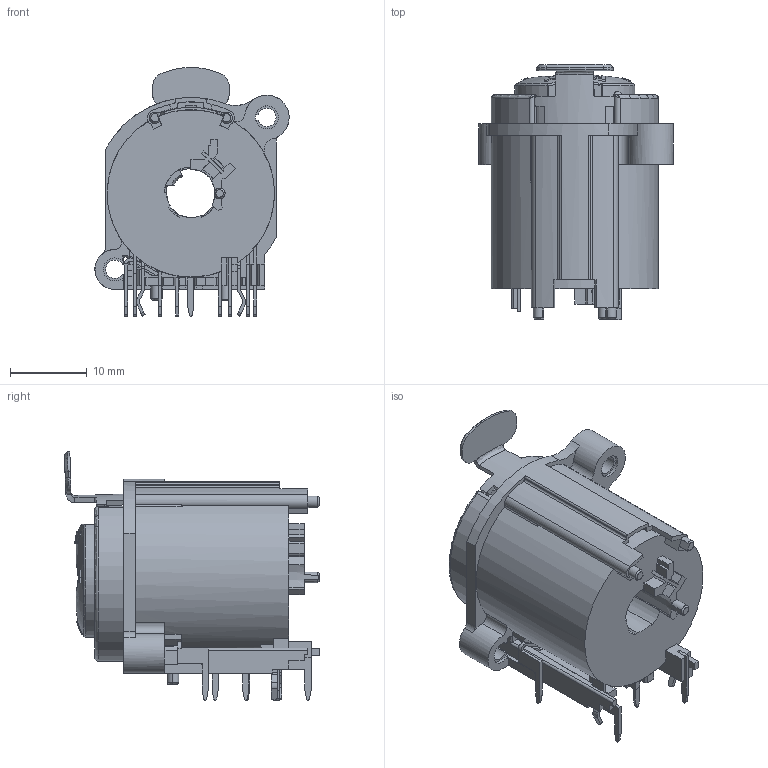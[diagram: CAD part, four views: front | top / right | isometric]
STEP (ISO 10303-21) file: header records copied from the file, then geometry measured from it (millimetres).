
FILE_DESCRIPTION((''),'2;1');
FILE_NAME('RCJ10FA-H_3','2020-06-30T',('zyj'),(''),'PRO/ENGINEER BY PARAMETRIC TECHNOLOGY CORPORATION, 2013040','PRO/ENGINEER BY PARAMETRIC TECHNOLOGY CORPORATION, 2013040','');
FILE_SCHEMA(('CONFIG_CONTROL_DESIGN','SHAPE_APPEARANCE_LAYERS_GROUPS'));
Length unit declared in the file: millimetre
Products named in the file (1): RCJ10FA-H_3
Bounding box: 25.3 x 33.21 x 32.4 mm (x, y, z)
Volume: 8187.1 mm3; surface area: 7570.6 mm2
Topology: 1 solids, 4 shells, 1080 faces, 3186 edges, 2107 vertices
Faces by surface type: plane 764, cylinder 149, extrusion 54, bspline 52, cone 36, torus 19, sphere 6
Entity records: 39837 total; most frequent: CARTESIAN_POINT 11756, ORIENTED_EDGE 6358, DIRECTION 5070, EDGE_CURVE 3179, VECTOR 2160, VERTEX_POINT 2107, LINE 2106, AXIS2_PLACEMENT_3D 1455
